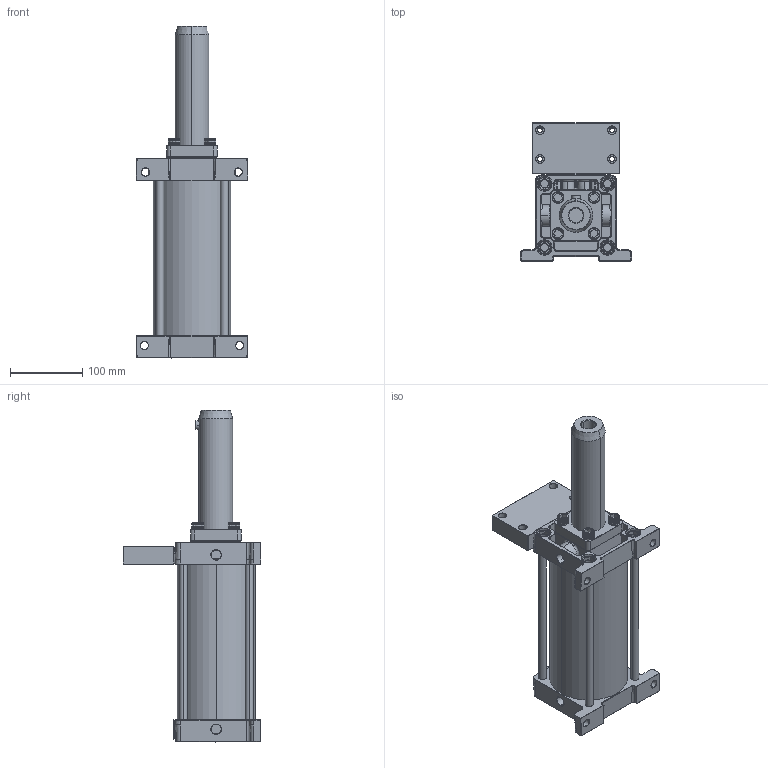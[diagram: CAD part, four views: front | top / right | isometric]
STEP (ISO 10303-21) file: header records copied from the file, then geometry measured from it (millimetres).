
FILE_DESCRIPTION (( 'STEP AP203' ), '1' );
FILE_NAME ('YNPH3-40-170(YCT100).STEP', '2015-12-24T08:14:35', ( 'yrd8' ), ( '' ), 'SwSTEP 2.0', 'SolidWorks 2008', '' );
FILE_SCHEMA (( 'CONFIG_CONTROL_DESIGN' ));
Products named in the file (3): YNPH3-40-170(YCT100); YNPH3-40-170 ぅ粽&醴幗&顫檜煎萄(YCT100); YNPH3-40-170 隸憶睡&粽塭鰍
Assembly tree (2 placements, depth 2):
  YNPH3-40-170(YCT100)
    YNPH3-40-170 ぅ粽&醴幗&顫檜煎萄(YCT100)
    YNPH3-40-170 隸憶睡&粽塭鰍
Bounding box: 154.98 x 191 x 460.59 mm (x, y, z)
Volume: 3175834.3 mm3; surface area: 309913.9 mm2
Topology: 2 solids, 2 shells, 2539 faces, 5725 edges, 3617 vertices
Faces by surface type: plane 1271, cylinder 813, cone 278, bspline 117, torus 48, sphere 12
Entity records: 76044 total; most frequent: CARTESIAN_POINT 17665, DIRECTION 13034, ORIENTED_EDGE 11414, EDGE_CURVE 5707, AXIS2_PLACEMENT_3D 5303, VERTEX_POINT 3617, EDGE_LOOP 3016, CIRCLE 2876
